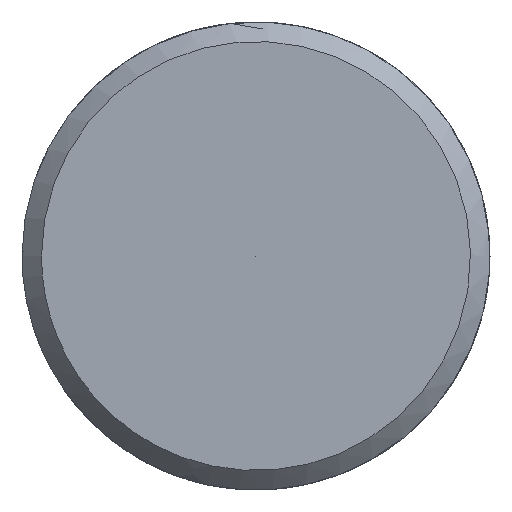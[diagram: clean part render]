
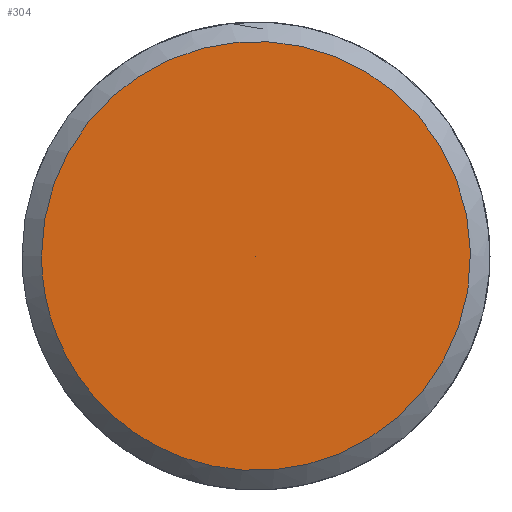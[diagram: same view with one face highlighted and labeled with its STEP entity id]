
A CAD part, left-side view. The second image highlights one B-rep face of the part: STEP entity #304.
In plain terms, the highlighted free-form (B-spline) face has degree [5, 1] with [6, 2] control points.
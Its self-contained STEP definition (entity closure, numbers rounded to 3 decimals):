
#270 = CARTESIAN_POINT ('', (-110., 2.75, 0.));
#271 = VERTEX_POINT ('', #270);
#272 = CARTESIAN_POINT ('', (-110., 0., 0.));
#273 = VERTEX_POINT ('', #272);
#274 = CARTESIAN_POINT ('', (-110., 2.75, 0.));
#275 = CARTESIAN_POINT ('', (-110., 0., 0.));
#276 = B_SPLINE_CURVE_WITH_KNOTS ('', 1, (#274, #275), .UNSPECIFIED., .F., .U., (2, 2), (0., 1.), .UNSPECIFIED.);
#277 = EDGE_CURVE ('', #271, #273, #276, .T.);
#278 = ORIENTED_EDGE ('', *, *, #277, .F.);
#279 = CARTESIAN_POINT ('', (-110., 2.75, 0.));
#280 = CARTESIAN_POINT ('', (-110., 2.75, 11.));
#281 = CARTESIAN_POINT ('', (-110., -8.25, 5.5));
#282 = CARTESIAN_POINT ('', (-110., -8.25, -5.5));
#283 = CARTESIAN_POINT ('', (-110., 2.75, -11.));
#284 = CARTESIAN_POINT ('', (-110., 2.75, 0.));
#285 = (
   BOUNDED_CURVE ()
   B_SPLINE_CURVE (5, (#279, #280, #281, #282, #283, #284), .UNSPECIFIED., .T., .U.)
   B_SPLINE_CURVE_WITH_KNOTS ((6, 6), (0., 1.), .UNSPECIFIED.)
   CURVE ()
   GEOMETRIC_REPRESENTATION_ITEM ()
   RATIONAL_B_SPLINE_CURVE ((5., 1., 1., 1., 1., 5.))
   REPRESENTATION_ITEM ('')
);
#286 = EDGE_CURVE ('', #271, #271, #285, .T.);
#287 = ORIENTED_EDGE ('', *, *, #286, .T.);
#288 = ORIENTED_EDGE ('', *, *, #277, .T.);
#289 = EDGE_LOOP ('', (#278, #287, #288));
#290 = FACE_OUTER_BOUND ('', #289, .F.);
#291 = CARTESIAN_POINT ('', (-110., 2.75, 0.));
#292 = CARTESIAN_POINT ('', (-110., 0., 0.));
#293 = CARTESIAN_POINT ('', (-110., 2.75, 11.));
#294 = CARTESIAN_POINT ('', (-110., 0., 0.));
#295 = CARTESIAN_POINT ('', (-110., -8.25, 5.5));
#296 = CARTESIAN_POINT ('', (-110., 0., 0.));
#297 = CARTESIAN_POINT ('', (-110., -8.25, -5.5));
#298 = CARTESIAN_POINT ('', (-110., 0., 0.));
#299 = CARTESIAN_POINT ('', (-110., 2.75, -11.));
#300 = CARTESIAN_POINT ('', (-110., 0., 0.));
#301 = CARTESIAN_POINT ('', (-110., 2.75, 0.));
#302 = CARTESIAN_POINT ('', (-110., 0., 0.));
#303 = (
   BOUNDED_SURFACE ()
   B_SPLINE_SURFACE (5, 1, ((#291, #292), (#293, #294), (#295, #296), (#297, #298), (#299, #300), (#301, #302)), .UNSPECIFIED., .T., .F., .U.)
   B_SPLINE_SURFACE_WITH_KNOTS ((6, 6), (2, 2), (0., 1.), (0., 1.), .UNSPECIFIED.)
   SURFACE ()
   GEOMETRIC_REPRESENTATION_ITEM ()
   RATIONAL_B_SPLINE_SURFACE (((5., 5.), (1., 1.), (1., 1.), (1., 1.), (1., 1.), (5., 5.)))
   REPRESENTATION_ITEM ('')
);
#304 = ADVANCED_FACE ('', (#290), #303, .F.);
